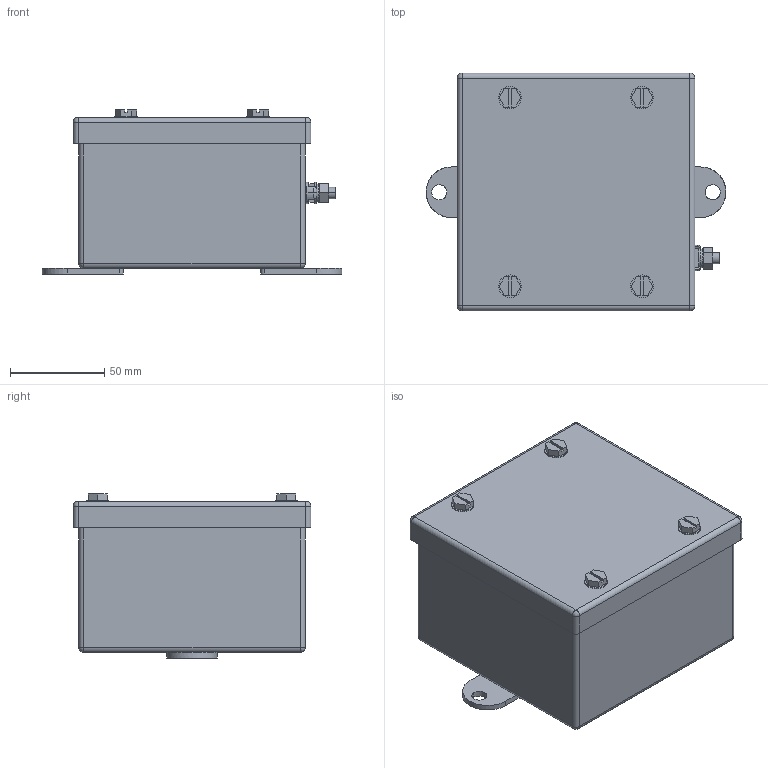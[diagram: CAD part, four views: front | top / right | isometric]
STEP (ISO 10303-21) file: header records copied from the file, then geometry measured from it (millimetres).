
FILE_DESCRIPTION(('CATIA V5R24 STEP','CAx-IF Rec.Pracs.--- Model Styling and Organization---1.2---2011-12-15'),'2;1');
FILE_NAME ('D1446893_0', '2018-05-15T11:10:20+00:00', ('Weidmueller Interface'), ('Weidmueller'), 'CATIA Version 5-6 Release 2014 SP4 HF52', 'CATIA V5 STEP AP214', 'none');
FILE_SCHEMA(('AUTOMOTIVE_DESIGN { 1 0 10303 214 1 1 1 1 }'));
Length unit declared in the file: millimetre
Products named in the file (1): KLIPPON_STB_1_SS_RAL 7032
Bounding box: 159 x 126 x 87 mm (x, y, z)
Volume: 160851 mm3; surface area: 175444.2 mm2
Topology: 20 solids, 24 shells, 783 faces, 1838 edges, 1136 vertices
Faces by surface type: plane 345, cylinder 314, cone 56, torus 44, sphere 24
Entity records: 20888 total; most frequent: CARTESIAN_POINT 4220, ORIENTED_EDGE 3628, DIRECTION 2814, EDGE_CURVE 1814, AXIS2_PLACEMENT_3D 1356, VERTEX_POINT 1136, VECTOR 906, LINE 906
